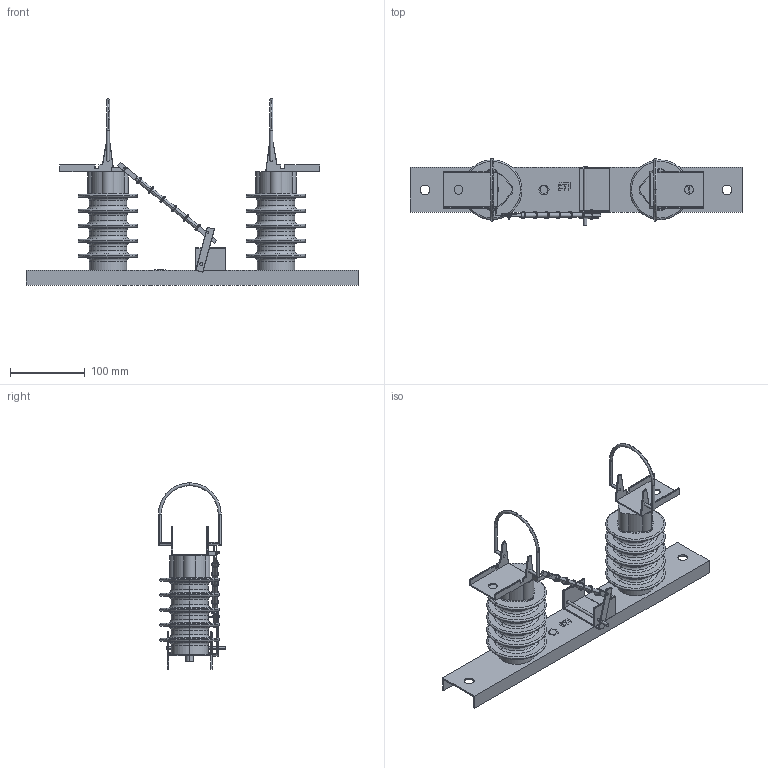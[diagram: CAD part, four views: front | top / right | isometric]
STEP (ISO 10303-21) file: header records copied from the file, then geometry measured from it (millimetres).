
FILE_DESCRIPTION((''),'2;1');
FILE_NAME('ETI_VV_BASE_V1_7_2_KV_ASM','2020-01-13T',('marketing.praksa'),('Audax d.o.o.'),'CREO PARAMETRIC BY PTC INC, 2017480','CREO PARAMETRIC BY PTC INC, 2017480','');
FILE_SCHEMA(('AUTOMOTIVE_DESIGN { 1 0 10303 214 1 1 1 1 }'));
Length unit declared in the file: millimetre
Products named in the file (33): 23C; 248; 254; 2A3_1; 2AF_1; 2BB_1; 397; 405_1; 41C_1; 421_1; 432_1; 440_1; 487_1; 48B_1; 618_1; 709; 710-1716; 710-1717; 710-1718; 74C_1; 768; 76D; 772; 777; 77C; 781; 7AC; 7B1; 88C; 89B; 8DC; PRODUCT_1_ASM; ETI_VV_BASE_V1_7_2_KV_ASM
Assembly tree (32 placements, depth 3):
  ETI_VV_BASE_V1_7_2_KV_ASM
    PRODUCT_1_ASM
      23C
      248
      254
      2A3_1
      2AF_1
      2BB_1
      397
      405_1
      41C_1
      421_1
      432_1
      440_1
      487_1
      48B_1
      618_1
      709
      710-1716
      710-1717
      710-1718
      74C_1
      768
      76D
      772
      777
      77C
      781
      7AC
      7B1
      88C
      89B
      8DC
Bounding box: 445 x 89.91 x 250 mm (x, y, z)
Volume: 767868.7 mm3; surface area: 248072.6 mm2
Topology: 31 solids, 31 shells, 920 faces, 2216 edges, 1376 vertices
Faces by surface type: cylinder 353, plane 279, torus 256, sphere 22, bspline 10
Entity records: 39105 total; most frequent: CARTESIAN_POINT 8707, DIRECTION 4887, ORIENTED_EDGE 4388, PRESENTATION_STYLE_ASSIGNMENT 2225, STYLED_ITEM 2225, CURVE_STYLE 2194, EDGE_CURVE 2194, AXIS2_PLACEMENT_3D 2017
